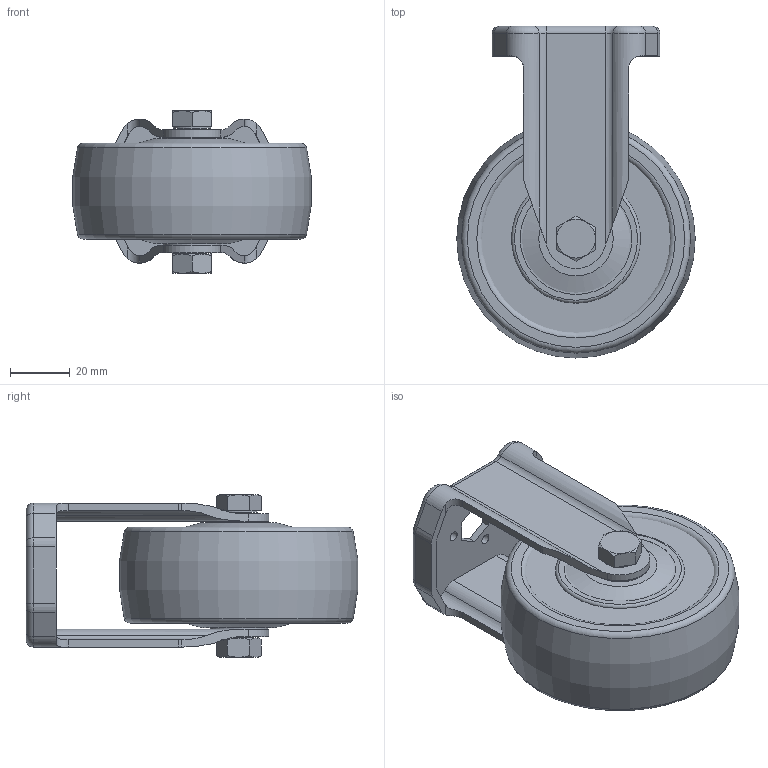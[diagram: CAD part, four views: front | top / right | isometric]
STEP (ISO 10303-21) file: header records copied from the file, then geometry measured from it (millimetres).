
FILE_DESCRIPTION(('FreeCAD Model'),'2;1');
FILE_NAME('Open CASCADE Shape Model','2024-10-11T09:16:54',(''),(''), 'Open CASCADE STEP processor 7.6','FreeCAD','Unknown');
FILE_SCHEMA(('AUTOMOTIVE_DESIGN { 1 0 10303 214 1 1 1 1 }'));
Length unit declared in the file: millimetre
Products named in the file (6): ST-RFD80ESD; ST-RFD80ESD001; ST-RFD80ESD002; ST-RFD80ESD003; ST-RFD80ESD005; ST-RFD80ESD004
Assembly tree (5 placements, depth 2):
  ST-RFD80ESD
    ST-RFD80ESD001
    ST-RFD80ESD002
    ST-RFD80ESD003
    ST-RFD80ESD005
    ST-RFD80ESD004
Bounding box: 79.6 x 110.8 x 54.2 mm (x, y, z)
Volume: 159256.6 mm3; surface area: 59535.5 mm2
Topology: 5 solids, 5 shells, 187 faces, 430 edges, 267 vertices
Faces by surface type: plane 68, cylinder 61, cone 31, torus 26, revolution 1
Full cylindrical faces by diameter (mm): 3.3 x3, 6.647 x1, 8 x2, 8.2 x3, 8.5 x3, 12.5 x1, 19.5 x2, 38 x2, 39 x2
Entity records: 13069 total; most frequent: CARTESIAN_POINT 4153, DIRECTION 1610, ORIENTED_EDGE 860, PCURVE 860, DEFINITIONAL_REPRESENTATION 860, LINE 756, VECTOR 756, EDGE_CURVE 430
